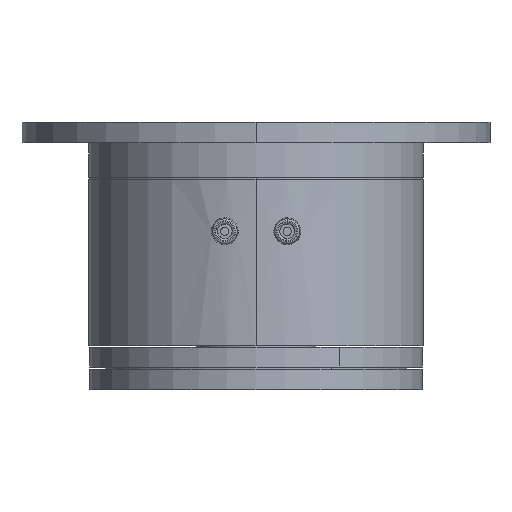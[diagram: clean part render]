
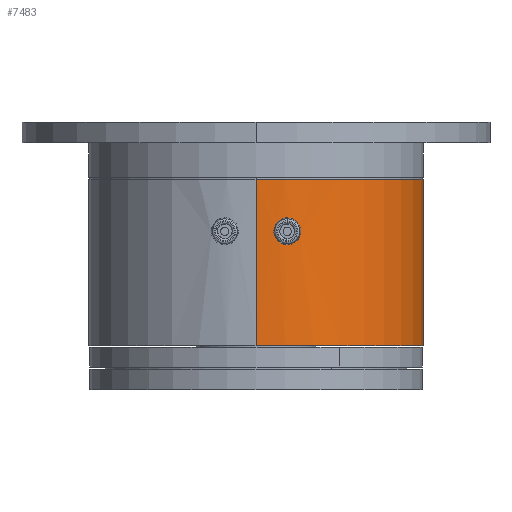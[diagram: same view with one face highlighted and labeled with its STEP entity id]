
A CAD part, front view. The second image highlights one B-rep face of the part: STEP entity #7483.
In plain terms, the highlighted cylindrical face has radius 16.1 mm (diameter 32.2 mm), a partial arc.
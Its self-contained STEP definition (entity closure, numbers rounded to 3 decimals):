
#30 = CARTESIAN_POINT ( 'NONE',  ( 2.882, -15.841, -9.203 ) ) ;
#98 = AXIS2_PLACEMENT_3D ( 'NONE', #3088, #3053, #2359 ) ;
#367 = ORIENTED_EDGE ( 'NONE', *, *, #5359, .T. ) ;
#386 = CARTESIAN_POINT ( 'NONE',  ( 0., -16.1, -21.5 ) ) ;
#419 = CARTESIAN_POINT ( 'NONE',  ( 3.754, -15.657, -11.567 ) ) ;
#597 = CARTESIAN_POINT ( 'NONE',  ( 0., 16.1, -5.5 ) ) ;
#664 = CARTESIAN_POINT ( 'NONE',  ( 1.716, -16.008, -10.623 ) ) ;
#746 = CARTESIAN_POINT ( 'NONE',  ( 1.853, -15.993, -11.11 ) ) ;
#950 = VERTEX_POINT ( 'NONE', #4356 ) ;
#972 = CARTESIAN_POINT ( 'NONE',  ( 4.302, -15.515, -10.461 ) ) ;
#1136 = CARTESIAN_POINT ( 'NONE',  ( 0., -16.1, -5.5 ) ) ;
#1289 = CARTESIAN_POINT ( 'NONE',  ( 2.253, -15.942, -9.436 ) ) ;
#1322 = CARTESIAN_POINT ( 'NONE',  ( 2.544, -15.898, -11.71 ) ) ;
#1356 = AXIS2_PLACEMENT_3D ( 'NONE', #6199, #2006, #1407 ) ;
#1407 = DIRECTION ( 'NONE',  ( 0., -1., 0. ) ) ;
#1424 = ORIENTED_EDGE ( 'NONE', *, *, #7845, .T. ) ;
#1588 = CARTESIAN_POINT ( 'NONE',  ( 4.005, -15.594, -9.674 ) ) ;
#1738 = CARTESIAN_POINT ( 'NONE',  ( 0., -16.1, -5.5 ) ) ;
#1763 = B_SPLINE_CURVE_WITH_KNOTS ( 'NONE', 3,
 ( #3174, #3008, #1808, #6662, #1322, #4327, #4926, #7308, #746, #6631, #7277, #664, #4278, #2479, #2013, #6754, #3754, #1289, #5565, #5610, #30, #2556 ),
 .UNSPECIFIED., .F., .F.,
 ( 4, 2, 2, 2, 2, 2, 2, 2, 2, 2, 4 ),
 ( 0.005, 0.005, 0.006, 0.006, 0.007, 0.007, 0.007, 0.008, 0.008, 0.009, 0.009 ),
 .UNSPECIFIED. ) ;
#1808 = CARTESIAN_POINT ( 'NONE',  ( 2.785, -15.857, -11.776 ) ) ;
#2006 = DIRECTION ( 'NONE',  ( 0., 0., 1. ) ) ;
#2013 = CARTESIAN_POINT ( 'NONE',  ( 1.76, -16.004, -10.114 ) ) ;
#2151 = CARTESIAN_POINT ( 'NONE',  ( 4.148, -15.557, -9.887 ) ) ;
#2227 = CARTESIAN_POINT ( 'NONE',  ( 4.296, -15.516, -10.635 ) ) ;
#2352 = CARTESIAN_POINT ( 'NONE',  ( 0., 16.1, -5.5 ) ) ;
#2359 = DIRECTION ( 'NONE',  ( 0., -1., 0. ) ) ;
#2479 = CARTESIAN_POINT ( 'NONE',  ( 1.72, -16.008, -10.283 ) ) ;
#2527 = DIRECTION ( 'NONE',  ( 0., -1., 0. ) ) ;
#2556 = CARTESIAN_POINT ( 'NONE',  ( 3.048, -15.809, -9.209 ) ) ;
#2654 = FACE_BOUND ( 'NONE', #7353, .T. ) ;
#2798 = CARTESIAN_POINT ( 'NONE',  ( 3.048, -15.809, -9.209 ) ) ;
#3008 = CARTESIAN_POINT ( 'NONE',  ( 2.869, -15.842, -11.787 ) ) ;
#3053 = DIRECTION ( 'NONE',  ( 0., 0., 1. ) ) ;
#3088 = CARTESIAN_POINT ( 'NONE',  ( 0., 0., -5.5 ) ) ;
#3174 = CARTESIAN_POINT ( 'NONE',  ( 2.952, -15.827, -11.791 ) ) ;
#3184 = FACE_OUTER_BOUND ( 'NONE', #7239, .T. ) ;
#3353 = CARTESIAN_POINT ( 'NONE',  ( 4.284, -15.52, -10.72 ) ) ;
#3401 = CARTESIAN_POINT ( 'NONE',  ( 4.246, -15.53, -10.123 ) ) ;
#3443 = CARTESIAN_POINT ( 'NONE',  ( 3.048, -15.809, -9.209 ) ) ;
#3475 = CARTESIAN_POINT ( 'NONE',  ( 2.952, -15.827, -11.791 ) ) ;
#3516 = EDGE_CURVE ( 'NONE', #3824, #4900, #4856, .T. ) ;
#3553 = VECTOR ( 'NONE', #3708, 1000. ) ;
#3569 = DIRECTION ( 'NONE',  ( 0., 0., 1. ) ) ;
#3708 = DIRECTION ( 'NONE',  ( 0., 0., 1. ) ) ;
#3719 = DIRECTION ( 'NONE',  ( 0., 0., 1. ) ) ;
#3754 = CARTESIAN_POINT ( 'NONE',  ( 2.003, -15.975, -9.666 ) ) ;
#3769 = ORIENTED_EDGE ( 'NONE', *, *, #7623, .F. ) ;
#3824 = VERTEX_POINT ( 'NONE', #386 ) ;
#4181 = ORIENTED_EDGE ( 'NONE', *, *, #3516, .F. ) ;
#4278 = CARTESIAN_POINT ( 'NONE',  ( 1.71, -16.009, -10.537 ) ) ;
#4327 = CARTESIAN_POINT ( 'NONE',  ( 2.314, -15.934, -11.605 ) ) ;
#4334 = CYLINDRICAL_SURFACE ( 'NONE', #6722, 16.1 ) ;
#4356 = CARTESIAN_POINT ( 'NONE',  ( 0., 16.1, -21.5 ) ) ;
#4634 = CARTESIAN_POINT ( 'NONE',  ( 4.107, -15.568, -11.2 ) ) ;
#4681 = CARTESIAN_POINT ( 'NONE',  ( 3.607, -15.692, -11.657 ) ) ;
#4725 = CARTESIAN_POINT ( 'NONE',  ( 4.057, -15.58, -9.742 ) ) ;
#4730 = EDGE_CURVE ( 'NONE', #4952, #5578, #1763, .T. ) ;
#4758 = CARTESIAN_POINT ( 'NONE',  ( 4.296, -15.516, -10.376 ) ) ;
#4812 = CIRCLE ( 'NONE', #1356, 16.1 ) ;
#4816 = ORIENTED_EDGE ( 'NONE', *, *, #4730, .T. ) ;
#4856 = LINE ( 'NONE', #1738, #5348 ) ;
#4900 = VERTEX_POINT ( 'NONE', #1136 ) ;
#4926 = CARTESIAN_POINT ( 'NONE',  ( 2.176, -15.953, -11.505 ) ) ;
#4952 = VERTEX_POINT ( 'NONE', #7820 ) ;
#5005 = B_SPLINE_CURVE_WITH_KNOTS ( 'NONE', 3,
 ( #3443, #7705, #6420, #7786, #7630, #1588, #4725, #2151, #7667, #3401, #5332, #4758, #972, #2227, #3353, #5880, #6381, #4634, #7065, #419, #4681, #7114, #6506, #3475 ),
 .UNSPECIFIED., .F., .F.,
 ( 4, 2, 2, 2, 2, 2, 2, 2, 2, 2, 2, 4 ),
 ( 0.001, 0.002, 0.002, 0.002, 0.003, 0.003, 0.003, 0.003, 0.004, 0.004, 0.005, 0.005 ),
 .UNSPECIFIED. ) ;
#5059 = EDGE_CURVE ( 'NONE', #950, #6174, #6701, .T. ) ;
#5332 = CARTESIAN_POINT ( 'NONE',  ( 4.269, -15.524, -10.207 ) ) ;
#5348 = VECTOR ( 'NONE', #3569, 1000. ) ;
#5359 = EDGE_CURVE ( 'NONE', #5578, #4952, #5005, .T. ) ;
#5565 = CARTESIAN_POINT ( 'NONE',  ( 2.399, -15.921, -9.347 ) ) ;
#5578 = VERTEX_POINT ( 'NONE', #2798 ) ;
#5610 = CARTESIAN_POINT ( 'NONE',  ( 2.713, -15.871, -9.23 ) ) ;
#5880 = CARTESIAN_POINT ( 'NONE',  ( 4.244, -15.531, -10.886 ) ) ;
#6174 = VERTEX_POINT ( 'NONE', #597 ) ;
#6199 = CARTESIAN_POINT ( 'NONE',  ( 0., 0., -21.5 ) ) ;
#6381 = CARTESIAN_POINT ( 'NONE',  ( 4.215, -15.539, -10.968 ) ) ;
#6420 = CARTESIAN_POINT ( 'NONE',  ( 3.384, -15.741, -9.253 ) ) ;
#6452 = CIRCLE ( 'NONE', #98, 16.1 ) ;
#6503 = ORIENTED_EDGE ( 'NONE', *, *, #5059, .T. ) ;
#6506 = CARTESIAN_POINT ( 'NONE',  ( 3.121, -15.796, -11.798 ) ) ;
#6631 = CARTESIAN_POINT ( 'NONE',  ( 1.764, -16.003, -10.872 ) ) ;
#6662 = CARTESIAN_POINT ( 'NONE',  ( 2.623, -15.885, -11.737 ) ) ;
#6701 = LINE ( 'NONE', #2352, #3553 ) ;
#6722 = AXIS2_PLACEMENT_3D ( 'NONE', #6761, #3719, #2527 ) ;
#6754 = CARTESIAN_POINT ( 'NONE',  ( 1.901, -15.988, -9.808 ) ) ;
#6761 = CARTESIAN_POINT ( 'NONE',  ( 0., 0., -5.5 ) ) ;
#7065 = CARTESIAN_POINT ( 'NONE',  ( 4.003, -15.595, -11.34 ) ) ;
#7114 = CARTESIAN_POINT ( 'NONE',  ( 3.291, -15.761, -11.771 ) ) ;
#7239 = EDGE_LOOP ( 'NONE', ( #1424, #6503, #3769, #4181 ) ) ;
#7277 = CARTESIAN_POINT ( 'NONE',  ( 1.743, -16.005, -10.79 ) ) ;
#7308 = CARTESIAN_POINT ( 'NONE',  ( 1.943, -15.983, -11.256 ) ) ;
#7353 = EDGE_LOOP ( 'NONE', ( #4816, #367 ) ) ;
#7483 = ADVANCED_FACE ( 'NONE', ( #2654, #3184 ), #4334, .T. ) ;
#7623 = EDGE_CURVE ( 'NONE', #4900, #6174, #6452, .T. ) ;
#7630 = CARTESIAN_POINT ( 'NONE',  ( 3.831, -15.638, -9.49 ) ) ;
#7667 = CARTESIAN_POINT ( 'NONE',  ( 4.186, -15.546, -9.963 ) ) ;
#7705 = CARTESIAN_POINT ( 'NONE',  ( 3.216, -15.777, -9.214 ) ) ;
#7786 = CARTESIAN_POINT ( 'NONE',  ( 3.69, -15.672, -9.39 ) ) ;
#7820 = CARTESIAN_POINT ( 'NONE',  ( 2.952, -15.827, -11.791 ) ) ;
#7845 = EDGE_CURVE ( 'NONE', #3824, #950, #4812, .T. ) ;
